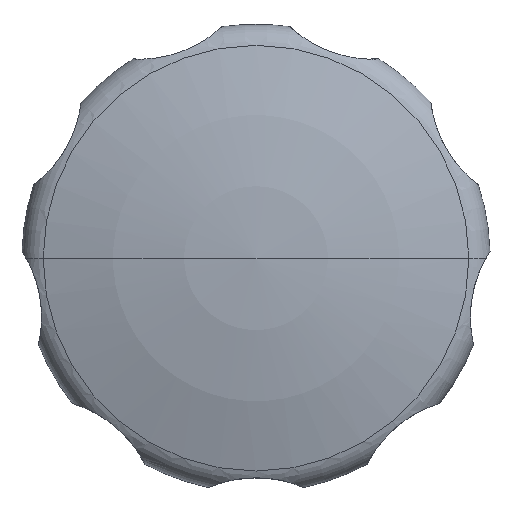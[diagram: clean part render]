
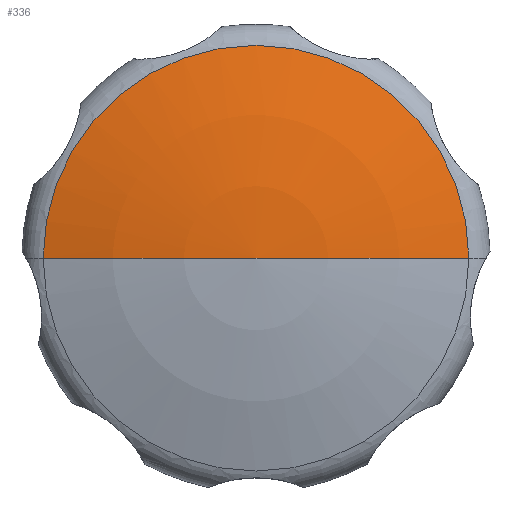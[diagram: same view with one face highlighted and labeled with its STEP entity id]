
A CAD part, top view. The second image highlights one B-rep face of the part: STEP entity #336.
In plain terms, the highlighted spherical face has radius 95.351 mm.
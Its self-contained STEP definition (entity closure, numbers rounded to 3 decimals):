
#252=VERTEX_POINT('',#661);
#256=VERTEX_POINT('',#665);
#260=VERTEX_POINT('',#669);
#302=EDGE_CURVE('',#260,#252,#717,.T.);
#336=ADVANCED_FACE('',(#752),#753,.T.);
#342=EDGE_CURVE('',#252,#256,#760,.T.);
#374=EDGE_CURVE('',#256,#260,#795,.T.);
#661=CARTESIAN_POINT('',(28.182,0.,53.74));
#665=CARTESIAN_POINT('',(-28.182,0.,53.74));
#669=CARTESIAN_POINT('',(0.,0.,58.0));
#717=CIRCLE('',#1218,95.351);
#752=FACE_OUTER_BOUND('',#1351,.T.);
#753=SPHERICAL_SURFACE('',#1352,95.351);
#760=CIRCLE('',#1360,28.182);
#795=CIRCLE('',#1457,95.351);
#1218=AXIS2_PLACEMENT_3D('',#2309,#2310,#2311);
#1351=EDGE_LOOP('',(#2333,#2334,#2335));
#1352=AXIS2_PLACEMENT_3D('',#2336,#2337,#2338);
#1360=AXIS2_PLACEMENT_3D('',#2347,#2348,#2349);
#1457=AXIS2_PLACEMENT_3D('',#2386,#2387,#2388);
#2309=CARTESIAN_POINT('',(0.,0.,-37.351));
#2310=DIRECTION('',(0.,1.0,0.));
#2311=DIRECTION('',(0.0,0.,-1.0));
#2333=ORIENTED_EDGE('',*,*,#374,.T.);
#2334=ORIENTED_EDGE('',*,*,#302,.T.);
#2335=ORIENTED_EDGE('',*,*,#342,.T.);
#2336=CARTESIAN_POINT('',(0.,0.,-37.351));
#2337=DIRECTION('',(0.,0.,1.0));
#2338=DIRECTION('',(-1.0,0.,0.0));
#2347=CARTESIAN_POINT('',(0.,0.,53.74));
#2348=DIRECTION('',(0.,0.,1.0));
#2349=DIRECTION('',(-1.0,0.,0.));
#2386=CARTESIAN_POINT('',(0.,0.,-37.351));
#2387=DIRECTION('',(0.,1.0,0.));
#2388=DIRECTION('',(0.0,0.,-1.0));
